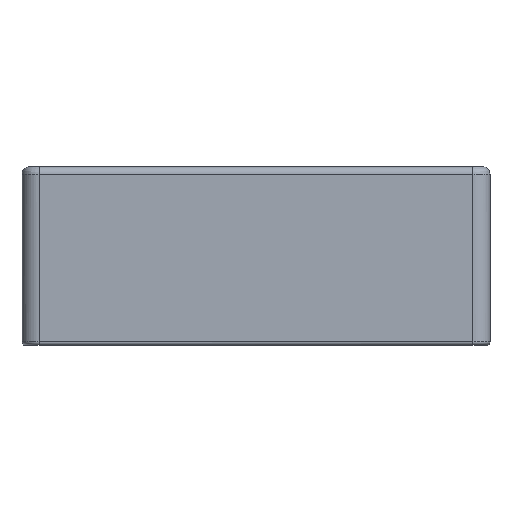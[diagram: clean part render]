
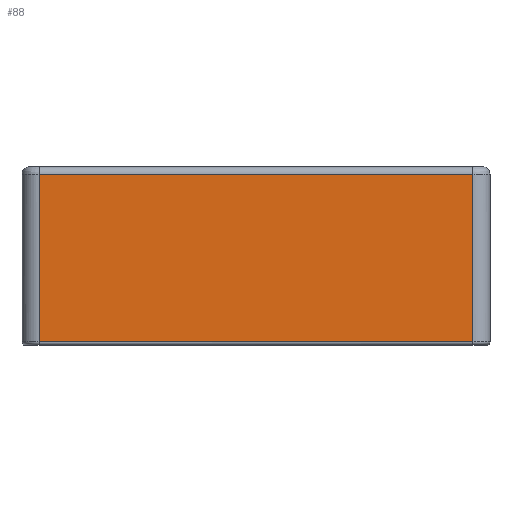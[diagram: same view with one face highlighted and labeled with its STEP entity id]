
A CAD part, left-side view. The second image highlights one B-rep face of the part: STEP entity #88.
In plain terms, the highlighted planar face has unit normal (-1, 0, 0).
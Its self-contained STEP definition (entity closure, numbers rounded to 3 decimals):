
#88=ADVANCED_FACE('',(#287),#3005,.T.);
#287=FACE_OUTER_BOUND('',#488,.T.);
#488=EDGE_LOOP('',(#927,#928,#929,#930));
#927=ORIENTED_EDGE('',*,*,#1834,.F.);
#928=ORIENTED_EDGE('',*,*,#1835,.F.);
#929=ORIENTED_EDGE('',*,*,#1836,.F.);
#930=ORIENTED_EDGE('',*,*,#1833,.F.);
#1833=EDGE_CURVE('',#2878,#2879,#2265,.T.);
#1834=EDGE_CURVE('',#2880,#2878,#2266,.T.);
#1835=EDGE_CURVE('',#2881,#2880,#2267,.T.);
#1836=EDGE_CURVE('',#2879,#2881,#2268,.T.);
#2265=B_SPLINE_CURVE_WITH_KNOTS('',1,(#17274,#17275),.UNSPECIFIED.,.F.,
 .F.,(2,2),(-98.5,0.),.UNSPECIFIED.);
#2266=B_SPLINE_CURVE_WITH_KNOTS('',1,(#17276,#17277),.UNSPECIFIED.,.F.,
 .F.,(2,2),(-255.,0.),.UNSPECIFIED.);
#2267=B_SPLINE_CURVE_WITH_KNOTS('',1,(#17278,#17279),.UNSPECIFIED.,.F.,
 .F.,(2,2),(-98.5,0.),.UNSPECIFIED.);
#2268=B_SPLINE_CURVE_WITH_KNOTS('',1,(#17280,#17281),.UNSPECIFIED.,.F.,
 .F.,(2,2),(-255.,0.),.UNSPECIFIED.);
#2878=VERTEX_POINT('',#15858);
#2879=VERTEX_POINT('',#15859);
#2880=VERTEX_POINT('',#15860);
#2881=VERTEX_POINT('',#15861);
#3005=PLANE('',#3236);
#3236=AXIS2_PLACEMENT_3D('',#6382,#3314,$);
#3314=DIRECTION('',(-1.,0.,0.));
#6382=CARTESIAN_POINT('',(-210.,-153.,-7.85));
#15858=CARTESIAN_POINT('',(-210.,127.5,2.));
#15859=CARTESIAN_POINT('',(-210.,127.5,100.5));
#15860=CARTESIAN_POINT('',(-210.,-127.5,2.));
#15861=CARTESIAN_POINT('',(-210.,-127.5,100.5));
#17274=CARTESIAN_POINT('',(-210.,127.5,2.));
#17275=CARTESIAN_POINT('',(-210.,127.5,100.5));
#17276=CARTESIAN_POINT('',(-210.,-127.5,2.));
#17277=CARTESIAN_POINT('',(-210.,127.5,2.));
#17278=CARTESIAN_POINT('',(-210.,-127.5,100.5));
#17279=CARTESIAN_POINT('',(-210.,-127.5,2.));
#17280=CARTESIAN_POINT('',(-210.,127.5,100.5));
#17281=CARTESIAN_POINT('',(-210.,-127.5,100.5));
